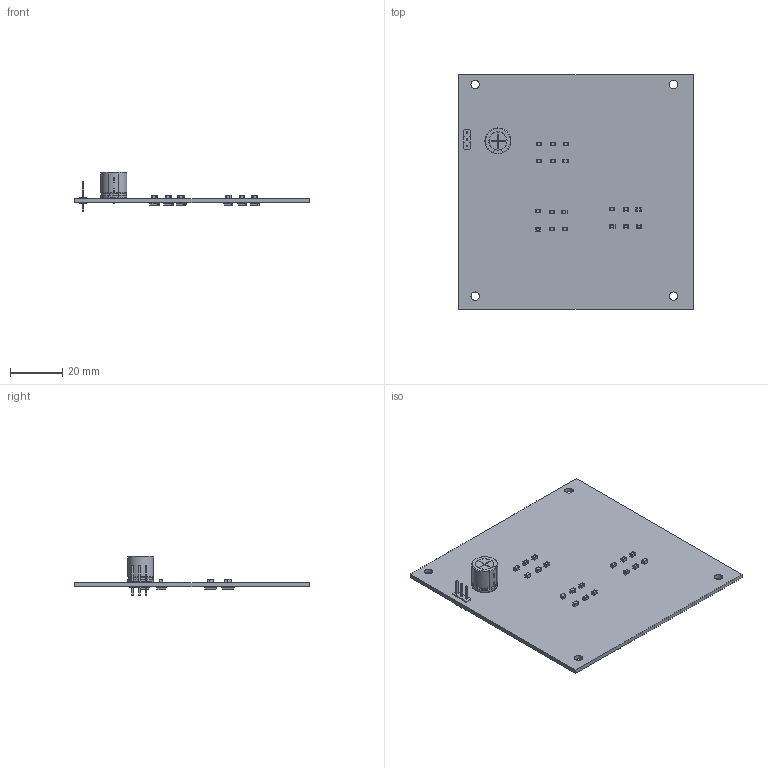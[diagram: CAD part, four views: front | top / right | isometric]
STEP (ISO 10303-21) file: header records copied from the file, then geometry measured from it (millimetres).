
FILE_DESCRIPTION(('KiCad electronic assembly'),'2;1');
FILE_NAME('neopixel_board.step','2023-02-16T10:44:05',('An Author'),( 'A Company'),'Open CASCADE STEP processor 6.9', 'KiCad to STEP converter','Unknown');
FILE_SCHEMA(('AUTOMOTIVE_DESIGN { 1 0 10303 214 1 1 1 1 }'));
Length unit declared in the file: millimetre
Products named in the file (10): Open CASCADE STEP translator 6.9 1; CP_Radial_D10.0mm_P5.00mm; SOLID; C_0805_2012Metric; SMD3535_RGB; COMPOUND; PinHeader_1x03_P2.54mm_Vertical
Assembly tree (43 placements, depth 3):
  Open CASCADE STEP translator 6.9 1
    CP_Radial_D10.0mm_P5.00mm
      SOLID
    C_0805_2012Metric  x18
      SOLID
    SMD3535_RGB  x18
      COMPOUND
    PinHeader_1x03_P2.54mm_Vertical
      SOLID
    COMPOUND
Bounding box: 90.17 x 90.17 x 15 mm (x, y, z)
Volume: 14038.8 mm3; surface area: 19222.4 mm2
Topology: 579 solids, 616 shells, 11389 faces, 25193 edges, 14721 vertices
Faces by surface type: plane 4191, cylinder 4001, torus 1928, sphere 1080, bspline 131, cone 54, revolution 4
Full cylindrical faces by diameter (mm): 0.025 x378, 0.7 x2, 1 x5, 3.2 x4
Entity records: 61261 total; most frequent: CARTESIAN_POINT 25199, DIRECTION 6507, ORIENTED_EDGE 3412, PCURVE 3412, DEFINITIONAL_REPRESENTATION 3412, LINE 3375, VECTOR 3375, EDGE_CURVE 1706
